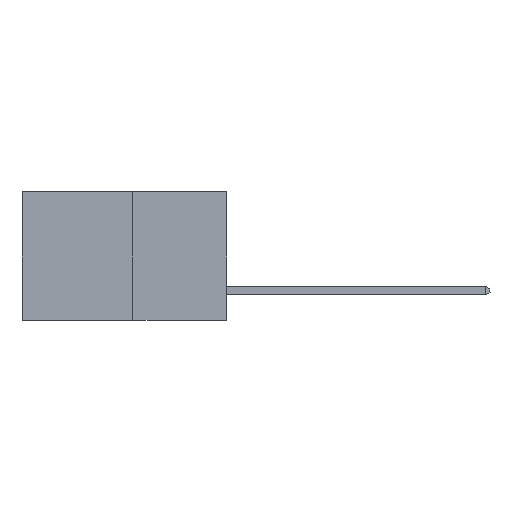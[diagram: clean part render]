
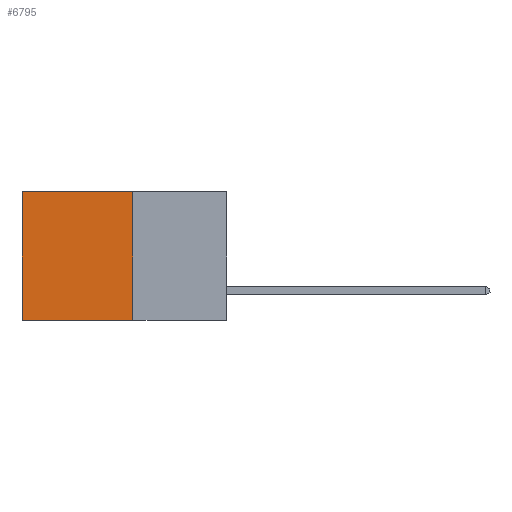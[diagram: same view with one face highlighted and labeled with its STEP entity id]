
A CAD part, left-side view. The second image highlights one B-rep face of the part: STEP entity #6795.
In plain terms, the highlighted planar face has unit normal (-1, 0, 0).
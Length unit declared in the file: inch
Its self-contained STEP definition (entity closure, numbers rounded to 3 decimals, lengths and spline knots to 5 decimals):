
#1015 = LINE ( 'NONE', #11904, #3424 ) ;
#1320 = DIRECTION ( 'NONE',  ( 0., 1., 0. ) ) ;
#2168 = VECTOR ( 'NONE', #10906, 39.37008 ) ;
#2472 = LINE ( 'NONE', #10035, #2168 ) ;
#3422 = CARTESIAN_POINT ( 'NONE',  ( 0.277, 0.59, -0.37 ) ) ;
#3424 = VECTOR ( 'NONE', #10130, 39.37008 ) ;
#3481 = LINE ( 'NONE', #8359, #10479 ) ;
#3592 = CARTESIAN_POINT ( 'NONE',  ( 0.277, 0.27, -0.37 ) ) ;
#3739 = AXIS2_PLACEMENT_3D ( 'NONE', #3592, #9989, #4548 ) ;
#4453 = EDGE_CURVE ( 'NONE', #7544, #4474, #9964, .T. ) ;
#4474 = VERTEX_POINT ( 'NONE', #3422 ) ;
#4548 = DIRECTION ( 'NONE',  ( 0., 0., -1. ) ) ;
#5533 = CARTESIAN_POINT ( 'NONE',  ( 0.277, 0.27, -0.37 ) ) ;
#5895 = EDGE_CURVE ( 'NONE', #5989, #7544, #3481, .T. ) ;
#5989 = VERTEX_POINT ( 'NONE', #12030 ) ;
#6795 = ADVANCED_FACE ( 'NONE', ( #7208 ), #11692, .F. ) ;
#7179 = VERTEX_POINT ( 'NONE', #7831 ) ;
#7208 = FACE_OUTER_BOUND ( 'NONE', #10386, .T. ) ;
#7544 = VERTEX_POINT ( 'NONE', #5533 ) ;
#7831 = CARTESIAN_POINT ( 'NONE',  ( 0.277, 0.59, 0. ) ) ;
#8157 = ORIENTED_EDGE ( 'NONE', *, *, #8821, .T. ) ;
#8190 = ORIENTED_EDGE ( 'NONE', *, *, #4453, .F. ) ;
#8229 = ORIENTED_EDGE ( 'NONE', *, *, #5895, .F. ) ;
#8232 = ORIENTED_EDGE ( 'NONE', *, *, #9373, .T. ) ;
#8359 = CARTESIAN_POINT ( 'NONE',  ( 0.277, 0.27, -0.37 ) ) ;
#8821 = EDGE_CURVE ( 'NONE', #7179, #4474, #1015, .T. ) ;
#8897 = CARTESIAN_POINT ( 'NONE',  ( 0.277, 0.27, -0.37 ) ) ;
#9308 = DIRECTION ( 'NONE',  ( 0., 0., -1. ) ) ;
#9373 = EDGE_CURVE ( 'NONE', #5989, #7179, #2472, .T. ) ;
#9691 = VECTOR ( 'NONE', #1320, 39.37008 ) ;
#9964 = LINE ( 'NONE', #8897, #9691 ) ;
#9989 = DIRECTION ( 'NONE',  ( 1., 0., 0. ) ) ;
#10035 = CARTESIAN_POINT ( 'NONE',  ( 0.277, 0.27, 0. ) ) ;
#10130 = DIRECTION ( 'NONE',  ( 0., 0., -1. ) ) ;
#10386 = EDGE_LOOP ( 'NONE', ( #8157, #8190, #8229, #8232 ) ) ;
#10479 = VECTOR ( 'NONE', #9308, 39.37008 ) ;
#10906 = DIRECTION ( 'NONE',  ( 0., 1., 0. ) ) ;
#11692 = PLANE ( 'NONE',  #3739 ) ;
#11904 = CARTESIAN_POINT ( 'NONE',  ( 0.277, 0.59, -0.37 ) ) ;
#12030 = CARTESIAN_POINT ( 'NONE',  ( 0.277, 0.27, 0. ) ) ;
